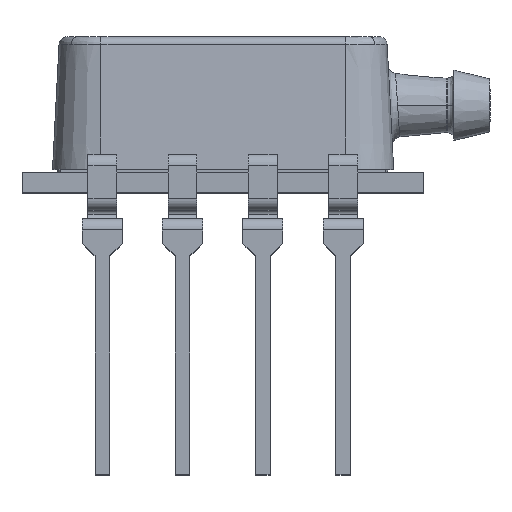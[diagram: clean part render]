
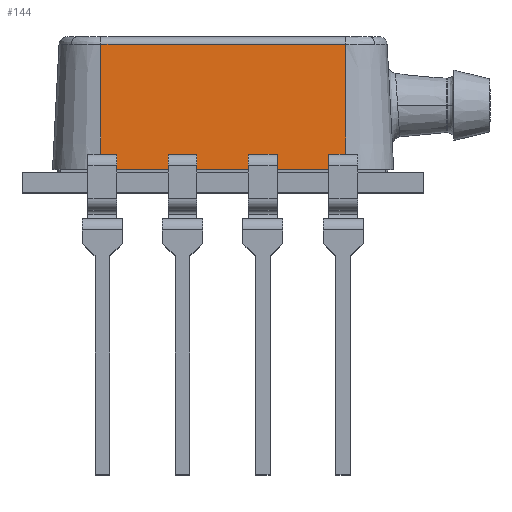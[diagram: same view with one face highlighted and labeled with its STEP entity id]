
A CAD part, top view. The second image highlights one B-rep face of the part: STEP entity #144.
In plain terms, the highlighted face is planar.
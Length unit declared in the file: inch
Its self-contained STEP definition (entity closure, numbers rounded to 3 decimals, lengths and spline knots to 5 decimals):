
#144 = ADVANCED_FACE ( 'NONE', ( #4746 ), #6378, .T. ) ;
#1673 = EDGE_CURVE ( 'NONE', #3730, #3703, #11423, .T. ) ;
#1736 = EDGE_CURVE ( 'NONE', #3739, #3730, #11536, .T. ) ;
#1738 = EDGE_CURVE ( 'NONE', #3703, #3691, #11526, .T. ) ;
#1741 = EDGE_CURVE ( 'NONE', #3739, #3691, #11523, .T. ) ;
#2058 = AXIS2_PLACEMENT_3D ( 'NONE', #6409, #6401, #6374 ) ;
#3497 = EDGE_LOOP ( 'NONE', ( #10015, #9990, #9935, #9952 ) ) ;
#3691 = VERTEX_POINT ( 'NONE', #13259 ) ;
#3703 = VERTEX_POINT ( 'NONE', #13304 ) ;
#3730 = VERTEX_POINT ( 'NONE', #13266 ) ;
#3739 = VERTEX_POINT ( 'NONE', #13322 ) ;
#4746 = FACE_OUTER_BOUND ( 'NONE', #3497, .T. ) ;
#6374 = DIRECTION ( 'NONE',  ( 0., -0.052, 0.999 ) ) ;
#6378 = PLANE ( 'NONE',  #2058 ) ;
#6401 = DIRECTION ( 'NONE',  ( 0., 0.999, 0.052 ) ) ;
#6409 = CARTESIAN_POINT ( 'NONE',  ( 0.18107, 0.2455, 0.16875 ) ) ;
#9935 = ORIENTED_EDGE ( 'NONE', *, *, #1741, .F. ) ;
#9952 = ORIENTED_EDGE ( 'NONE', *, *, #1736, .T. ) ;
#9990 = ORIENTED_EDGE ( 'NONE', *, *, #1738, .T. ) ;
#10015 = ORIENTED_EDGE ( 'NONE', *, *, #1673, .T. ) ;
#10033 = DIRECTION ( 'NONE',  ( 0.004, 0.052, -0.999 ) ) ;
#10048 = CARTESIAN_POINT ( 'NONE',  ( 0.17859, 0.23735, 0.32427 ) ) ;
#10528 = CARTESIAN_POINT ( 'NONE',  ( -0.12623, 0.2455, 0.16875 ) ) ;
#10592 = DIRECTION ( 'NONE',  ( 0.004, -0.052, 0.999 ) ) ;
#10935 = DIRECTION ( 'NONE',  ( -1., 0., 0. ) ) ;
#10945 = CARTESIAN_POINT ( 'NONE',  ( 0.18107, 0.2455, 0.16875 ) ) ;
#11416 = VECTOR ( 'NONE', #10935, 39.37008 ) ;
#11423 = LINE ( 'NONE', #10945, #11416 ) ;
#11497 = VECTOR ( 'NONE', #10592, 39.37008 ) ;
#11503 = VECTOR ( 'NONE', #12810, 39.37008 ) ;
#11523 = LINE ( 'NONE', #12816, #11503 ) ;
#11526 = LINE ( 'NONE', #10528, #11497 ) ;
#11536 = LINE ( 'NONE', #10048, #11540 ) ;
#11540 = VECTOR ( 'NONE', #10033, 39.37008 ) ;
#12810 = DIRECTION ( 'NONE',  ( -1., 0., 0. ) ) ;
#12816 = CARTESIAN_POINT ( 'NONE',  ( -0.12559, 0.23735, 0.32427 ) ) ;
#13259 = CARTESIAN_POINT ( 'NONE',  ( -0.12559, 0.23735, 0.32427 ) ) ;
#13266 = CARTESIAN_POINT ( 'NONE',  ( 0.17923, 0.2455, 0.16875 ) ) ;
#13304 = CARTESIAN_POINT ( 'NONE',  ( -0.12623, 0.2455, 0.16875 ) ) ;
#13322 = CARTESIAN_POINT ( 'NONE',  ( 0.17859, 0.23735, 0.32427 ) ) ;
